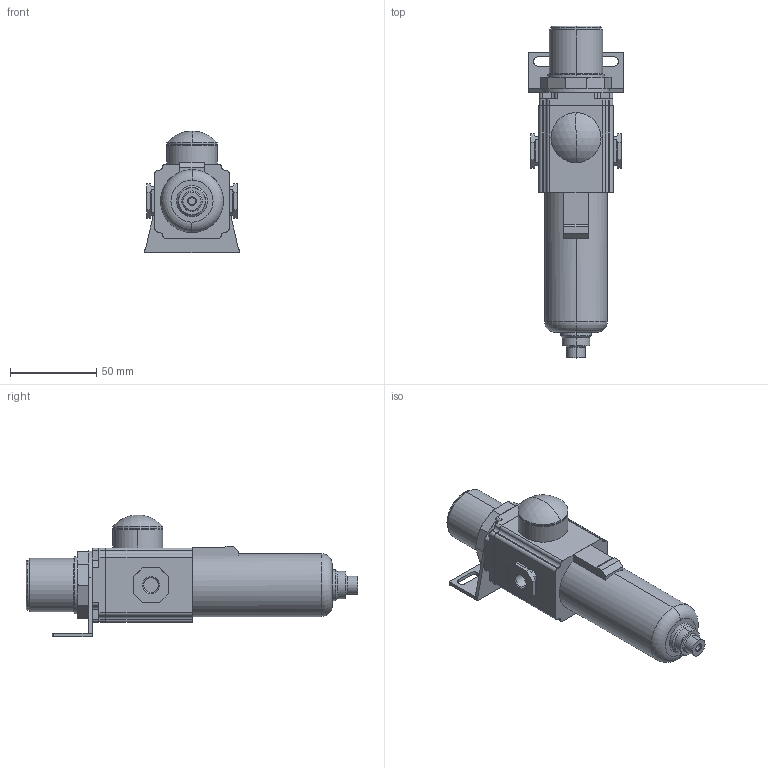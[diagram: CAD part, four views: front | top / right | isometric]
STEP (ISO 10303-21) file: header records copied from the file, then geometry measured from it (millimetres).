
FILE_DESCRIPTION (( 'STEP AP203' ), '1' );
FILE_NAME ('AFR2-2133-N.step', '2020-04-16T19:53:36', ( '' ), ( '' ), 'SwSTEP 2.0', 'SolidWorks 2019', '' );
FILE_SCHEMA (( 'CONFIG_CONTROL_DESIGN' ));
Length unit declared in the file: millimetre
Products named in the file (1): AFR2-2133-N
Bounding box: 55 x 192.5 x 70.62 mm (x, y, z)
Volume: 238894.4 mm3; surface area: 33696.2 mm2
Topology: 1 solids, 1 shells, 220 faces, 575 edges, 371 vertices
Faces by surface type: plane 119, cylinder 69, torus 16, cone 14, sphere 2
Entity records: 7050 total; most frequent: CARTESIAN_POINT 1443, DIRECTION 1171, ORIENTED_EDGE 1150, EDGE_CURVE 575, AXIS2_PLACEMENT_3D 403, VERTEX_POINT 371, LINE 365, VECTOR 365
